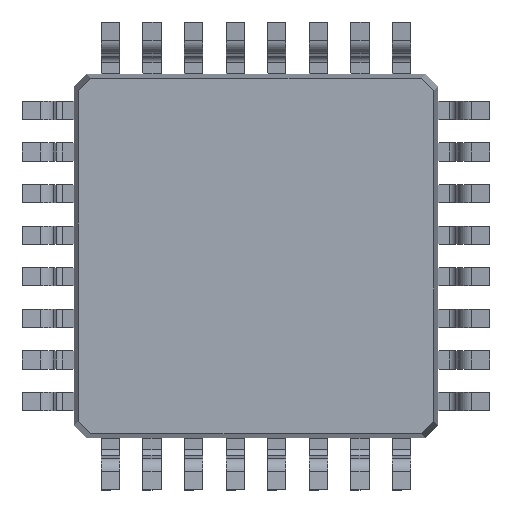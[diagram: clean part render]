
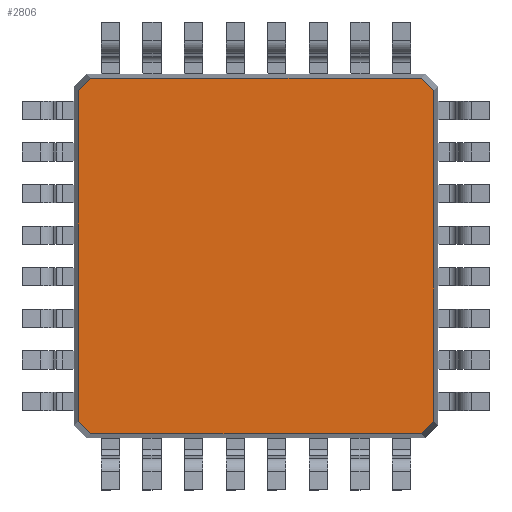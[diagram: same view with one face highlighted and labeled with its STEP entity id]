
A CAD part, front view. The second image highlights one B-rep face of the part: STEP entity #2806.
In plain terms, the highlighted planar face has unit normal (0, -1, 0).
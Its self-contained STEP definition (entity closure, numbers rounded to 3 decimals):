
#439 = DIRECTION ( 'NONE',  ( 0.712, 0., -0.702 ) ) ;
#582 = PLANE ( 'NONE',  #10958 ) ;
#666 = VERTEX_POINT ( 'NONE', #11912 ) ;
#704 = CARTESIAN_POINT ( 'NONE',  ( 3.419, -0.725, 0. ) ) ;
#1321 = EDGE_CURVE ( 'NONE', #3126, #9570, #10480, .T. ) ;
#1911 = CARTESIAN_POINT ( 'NONE',  ( -3.419, -0.725, 3.18 ) ) ;
#2446 = DIRECTION ( 'NONE',  ( 0., 1., 0. ) ) ;
#2519 = EDGE_CURVE ( 'NONE', #14927, #17109, #4258, .T. ) ;
#2806 = ADVANCED_FACE ( 'NONE', ( #20051 ), #582, .F. ) ;
#3126 = VERTEX_POINT ( 'NONE', #10859 ) ;
#3430 = EDGE_LOOP ( 'NONE', ( #11069, #19598, #19699, #20702, #5017, #17124, #13113, #3627 ) ) ;
#3561 = DIRECTION ( 'NONE',  ( 1., 0., 0. ) ) ;
#3627 = ORIENTED_EDGE ( 'NONE', *, *, #9493, .T. ) ;
#4258 = LINE ( 'NONE', #4878, #7681 ) ;
#4397 = CARTESIAN_POINT ( 'NONE',  ( -3.184, -0.725, 3.419 ) ) ;
#4631 = EDGE_CURVE ( 'NONE', #666, #21158, #19522, .T. ) ;
#4878 = CARTESIAN_POINT ( 'NONE',  ( 3.418, -0.725, -3.181 ) ) ;
#5017 = ORIENTED_EDGE ( 'NONE', *, *, #9580, .T. ) ;
#5191 = CARTESIAN_POINT ( 'NONE',  ( -3.181, -0.725, -3.418 ) ) ;
#5404 = EDGE_CURVE ( 'NONE', #21158, #14927, #20785, .T. ) ;
#7586 = VECTOR ( 'NONE', #3561, 1000. ) ;
#7681 = VECTOR ( 'NONE', #13102, 1000. ) ;
#8742 = DIRECTION ( 'NONE',  ( -0.712, 0., 0.702 ) ) ;
#9335 = EDGE_CURVE ( 'NONE', #20432, #666, #11747, .T. ) ;
#9493 = EDGE_CURVE ( 'NONE', #21514, #20432, #21038, .T. ) ;
#9570 = VERTEX_POINT ( 'NONE', #10712 ) ;
#9580 = EDGE_CURVE ( 'NONE', #17109, #3126, #20761, .T. ) ;
#10206 = CARTESIAN_POINT ( 'NONE',  ( 3.184, -0.725, -3.419 ) ) ;
#10480 = LINE ( 'NONE', #20023, #14336 ) ;
#10712 = CARTESIAN_POINT ( 'NONE',  ( 3.18, -0.725, 3.419 ) ) ;
#10859 = CARTESIAN_POINT ( 'NONE',  ( 3.419, -0.725, 3.184 ) ) ;
#10958 = AXIS2_PLACEMENT_3D ( 'NONE', #20610, #2446, #20684 ) ;
#11069 = ORIENTED_EDGE ( 'NONE', *, *, #9335, .T. ) ;
#11517 = VECTOR ( 'NONE', #439, 1000. ) ;
#11747 = LINE ( 'NONE', #19928, #16887 ) ;
#11912 = CARTESIAN_POINT ( 'NONE',  ( -3.419, -0.725, -3.184 ) ) ;
#11972 = VECTOR ( 'NONE', #17242, 1000. ) ;
#12449 = EDGE_CURVE ( 'NONE', #9570, #21514, #17356, .T. ) ;
#12488 = VECTOR ( 'NONE', #12986, 1000. ) ;
#12986 = DIRECTION ( 'NONE',  ( -1., 0., 0. ) ) ;
#13102 = DIRECTION ( 'NONE',  ( 0.702, 0., 0.712 ) ) ;
#13113 = ORIENTED_EDGE ( 'NONE', *, *, #12449, .T. ) ;
#13709 = CARTESIAN_POINT ( 'NONE',  ( -3.418, -0.725, 3.181 ) ) ;
#13731 = CARTESIAN_POINT ( 'NONE',  ( 3.419, -0.725, -3.18 ) ) ;
#14336 = VECTOR ( 'NONE', #8742, 1000. ) ;
#14927 = VERTEX_POINT ( 'NONE', #10206 ) ;
#15018 = DIRECTION ( 'NONE',  ( 0., 0., -1. ) ) ;
#15371 = DIRECTION ( 'NONE',  ( -0.702, 0., -0.712 ) ) ;
#16887 = VECTOR ( 'NONE', #15018, 1000. ) ;
#17109 = VERTEX_POINT ( 'NONE', #13731 ) ;
#17124 = ORIENTED_EDGE ( 'NONE', *, *, #1321, .T. ) ;
#17242 = DIRECTION ( 'NONE',  ( 0., 0., 1. ) ) ;
#17356 = LINE ( 'NONE', #17829, #12488 ) ;
#17829 = CARTESIAN_POINT ( 'NONE',  ( 0., -0.725, 3.419 ) ) ;
#19467 = VECTOR ( 'NONE', #15371, 1000. ) ;
#19522 = LINE ( 'NONE', #5191, #11517 ) ;
#19598 = ORIENTED_EDGE ( 'NONE', *, *, #4631, .T. ) ;
#19699 = ORIENTED_EDGE ( 'NONE', *, *, #5404, .T. ) ;
#19928 = CARTESIAN_POINT ( 'NONE',  ( -3.419, -0.725, 0. ) ) ;
#20023 = CARTESIAN_POINT ( 'NONE',  ( 3.181, -0.725, 3.418 ) ) ;
#20051 = FACE_OUTER_BOUND ( 'NONE', #3430, .T. ) ;
#20129 = CARTESIAN_POINT ( 'NONE',  ( -3.18, -0.725, -3.419 ) ) ;
#20164 = CARTESIAN_POINT ( 'NONE',  ( 0., -0.725, -3.419 ) ) ;
#20432 = VERTEX_POINT ( 'NONE', #1911 ) ;
#20610 = CARTESIAN_POINT ( 'NONE',  ( 0., -0.725, 0. ) ) ;
#20684 = DIRECTION ( 'NONE',  ( 0., 0., -1. ) ) ;
#20702 = ORIENTED_EDGE ( 'NONE', *, *, #2519, .T. ) ;
#20761 = LINE ( 'NONE', #704, #11972 ) ;
#20785 = LINE ( 'NONE', #20164, #7586 ) ;
#21038 = LINE ( 'NONE', #13709, #19467 ) ;
#21158 = VERTEX_POINT ( 'NONE', #20129 ) ;
#21514 = VERTEX_POINT ( 'NONE', #4397 ) ;
